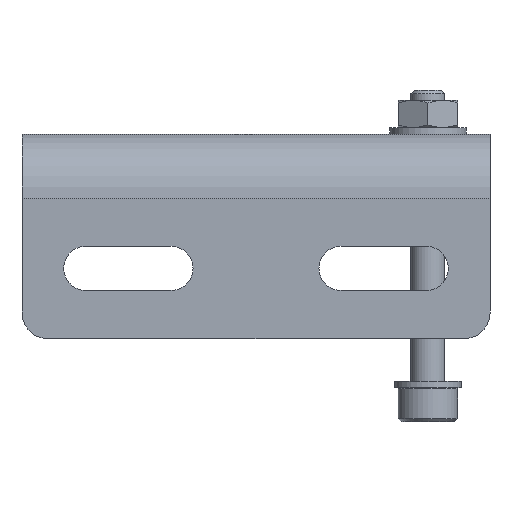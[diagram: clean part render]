
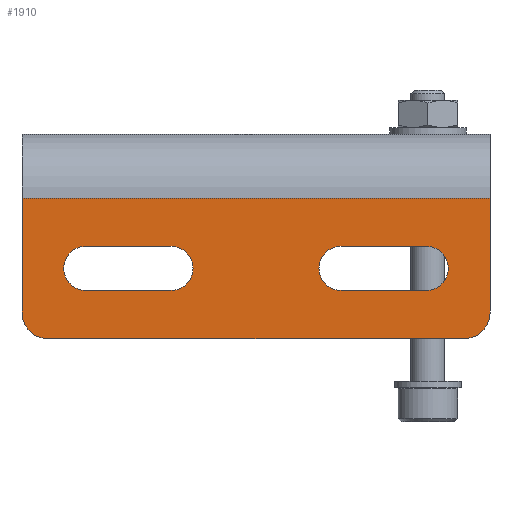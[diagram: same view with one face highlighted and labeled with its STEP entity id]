
A CAD part, front view. The second image highlights one B-rep face of the part: STEP entity #1910.
In plain terms, the highlighted planar face has unit normal (0, -1, 0).
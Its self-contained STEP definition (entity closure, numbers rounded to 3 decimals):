
#185=CIRCLE('',#2141,2.6);
#186=CIRCLE('',#2142,2.6);
#187=CIRCLE('',#2143,2.6);
#188=CIRCLE('',#2144,2.6);
#189=CIRCLE('',#2145,3.);
#190=CIRCLE('',#2146,3.);
#323=ORIENTED_EDGE('',*,*,#828,.T.);
#324=ORIENTED_EDGE('',*,*,#829,.T.);
#325=ORIENTED_EDGE('',*,*,#830,.T.);
#326=ORIENTED_EDGE('',*,*,#831,.T.);
#327=ORIENTED_EDGE('',*,*,#832,.T.);
#328=ORIENTED_EDGE('',*,*,#833,.T.);
#329=ORIENTED_EDGE('',*,*,#834,.T.);
#330=ORIENTED_EDGE('',*,*,#835,.T.);
#331=ORIENTED_EDGE('',*,*,#757,.T.);
#332=ORIENTED_EDGE('',*,*,#836,.T.);
#333=ORIENTED_EDGE('',*,*,#823,.F.);
#334=ORIENTED_EDGE('',*,*,#837,.T.);
#335=ORIENTED_EDGE('',*,*,#748,.F.);
#336=ORIENTED_EDGE('',*,*,#827,.T.);
#748=EDGE_CURVE('',#1004,#1005,#1184,.T.);
#757=EDGE_CURVE('',#1014,#1013,#1191,.T.);
#823=EDGE_CURVE('',#1075,#1076,#1211,.T.);
#827=EDGE_CURVE('',#1004,#1014,#1215,.T.);
#828=EDGE_CURVE('',#1079,#1080,#1216,.T.);
#829=EDGE_CURVE('',#1080,#1081,#185,.T.);
#830=EDGE_CURVE('',#1081,#1082,#1217,.T.);
#831=EDGE_CURVE('',#1082,#1079,#186,.T.);
#832=EDGE_CURVE('',#1083,#1084,#1218,.T.);
#833=EDGE_CURVE('',#1084,#1085,#187,.T.);
#834=EDGE_CURVE('',#1085,#1086,#1219,.T.);
#835=EDGE_CURVE('',#1086,#1083,#188,.T.);
#836=EDGE_CURVE('',#1013,#1076,#189,.F.);
#837=EDGE_CURVE('',#1075,#1005,#190,.F.);
#1004=VERTEX_POINT('',#2911);
#1005=VERTEX_POINT('',#2913);
#1013=VERTEX_POINT('',#2930);
#1014=VERTEX_POINT('',#2932);
#1075=VERTEX_POINT('',#3062);
#1076=VERTEX_POINT('',#3063);
#1079=VERTEX_POINT('',#3073);
#1080=VERTEX_POINT('',#3074);
#1081=VERTEX_POINT('',#3076);
#1082=VERTEX_POINT('',#3078);
#1083=VERTEX_POINT('',#3081);
#1084=VERTEX_POINT('',#3082);
#1085=VERTEX_POINT('',#3084);
#1086=VERTEX_POINT('',#3086);
#1184=LINE('',#2912,#1326);
#1191=LINE('',#2931,#1333);
#1211=LINE('',#3061,#1353);
#1215=LINE('',#3070,#1357);
#1216=LINE('',#3072,#1358);
#1217=LINE('',#3077,#1359);
#1218=LINE('',#3080,#1360);
#1219=LINE('',#3085,#1361);
#1326=VECTOR('',#2318,1000.);
#1333=VECTOR('',#2331,1000.);
#1353=VECTOR('',#2449,1000.);
#1357=VECTOR('',#2455,1000.);
#1358=VECTOR('',#2458,1000.);
#1359=VECTOR('',#2461,1000.);
#1360=VECTOR('',#2464,1000.);
#1361=VECTOR('',#2467,1000.);
#1496=EDGE_LOOP('',(#323,#324,#325,#326));
#1497=EDGE_LOOP('',(#327,#328,#329,#330));
#1498=EDGE_LOOP('',(#331,#332,#333,#334,#335,#336));
#1682=FACE_BOUND('',#1496,.T.);
#1683=FACE_BOUND('',#1497,.T.);
#1684=FACE_BOUND('',#1498,.T.);
#1843=PLANE('',#2140);
#1910=ADVANCED_FACE('',(#1682,#1683,#1684),#1843,.F.);
#2140=AXIS2_PLACEMENT_3D('',#3071,#2456,#2457);
#2141=AXIS2_PLACEMENT_3D('',#3075,#2459,#2460);
#2142=AXIS2_PLACEMENT_3D('',#3079,#2462,#2463);
#2143=AXIS2_PLACEMENT_3D('',#3083,#2465,#2466);
#2144=AXIS2_PLACEMENT_3D('',#3087,#2468,#2469);
#2145=AXIS2_PLACEMENT_3D('',#3088,#2470,#2471);
#2146=AXIS2_PLACEMENT_3D('',#3089,#2472,#2473);
#2318=DIRECTION('',(0.,0.,-1.));
#2331=DIRECTION('',(0.,0.,-1.));
#2449=DIRECTION('',(-1.,0.,0.));
#2455=DIRECTION('',(-1.,0.,0.));
#2456=DIRECTION('',(0.,1.,0.));
#2457=DIRECTION('',(0.,0.,1.));
#2458=DIRECTION('',(-1.,0.,0.));
#2459=DIRECTION('',(0.,1.,0.));
#2460=DIRECTION('',(1.,0.,0.));
#2461=DIRECTION('',(1.,0.,0.));
#2462=DIRECTION('',(0.,1.,0.));
#2463=DIRECTION('',(1.,0.,0.));
#2464=DIRECTION('',(-1.,0.,0.));
#2465=DIRECTION('',(0.,1.,0.));
#2466=DIRECTION('',(1.,0.,0.));
#2467=DIRECTION('',(1.,0.,0.));
#2468=DIRECTION('',(0.,1.,0.));
#2469=DIRECTION('',(1.,0.,0.));
#2470=DIRECTION('',(0.,1.,0.));
#2471=DIRECTION('',(0.,0.,1.));
#2472=DIRECTION('',(0.,1.,0.));
#2473=DIRECTION('',(0.,0.,1.));
#2911=CARTESIAN_POINT('',(27.5,0.,-7.5));
#2912=CARTESIAN_POINT('',(27.5,0.,-7.5));
#2913=CARTESIAN_POINT('',(27.5,0.,-21.));
#2930=CARTESIAN_POINT('',(-27.5,0.,-21.));
#2931=CARTESIAN_POINT('',(-27.5,0.,-7.5));
#2932=CARTESIAN_POINT('',(-27.5,0.,-7.5));
#3061=CARTESIAN_POINT('',(27.5,0.,-24.));
#3062=CARTESIAN_POINT('',(24.5,0.,-24.));
#3063=CARTESIAN_POINT('',(-24.5,0.,-24.));
#3070=CARTESIAN_POINT('',(27.5,0.,-7.5));
#3071=CARTESIAN_POINT('',(27.5,0.,-7.5));
#3072=CARTESIAN_POINT('',(-10.,0.,-18.35));
#3073=CARTESIAN_POINT('',(-10.,0.,-18.35));
#3074=CARTESIAN_POINT('',(-20.,0.,-18.35));
#3075=CARTESIAN_POINT('',(-20.,0.,-15.75));
#3076=CARTESIAN_POINT('',(-20.,0.,-13.15));
#3077=CARTESIAN_POINT('',(-20.,0.,-13.15));
#3078=CARTESIAN_POINT('',(-10.,0.,-13.15));
#3079=CARTESIAN_POINT('',(-10.,0.,-15.75));
#3080=CARTESIAN_POINT('',(20.,0.,-18.35));
#3081=CARTESIAN_POINT('',(20.,0.,-18.35));
#3082=CARTESIAN_POINT('',(10.,0.,-18.35));
#3083=CARTESIAN_POINT('',(10.,0.,-15.75));
#3084=CARTESIAN_POINT('',(10.,0.,-13.15));
#3085=CARTESIAN_POINT('',(10.,0.,-13.15));
#3086=CARTESIAN_POINT('',(20.,0.,-13.15));
#3087=CARTESIAN_POINT('',(20.,0.,-15.75));
#3088=CARTESIAN_POINT('',(-24.5,0.,-21.));
#3089=CARTESIAN_POINT('',(24.5,0.,-21.));
